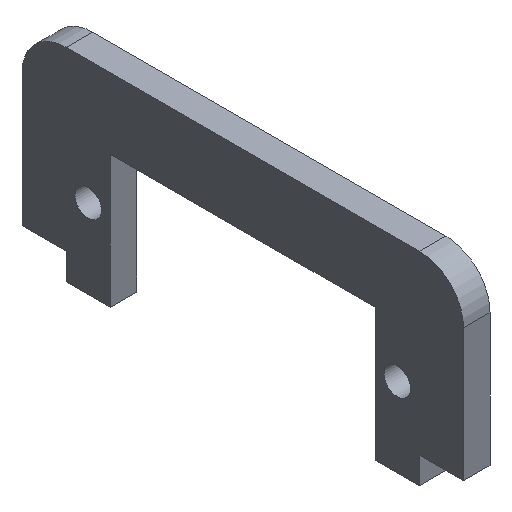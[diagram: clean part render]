
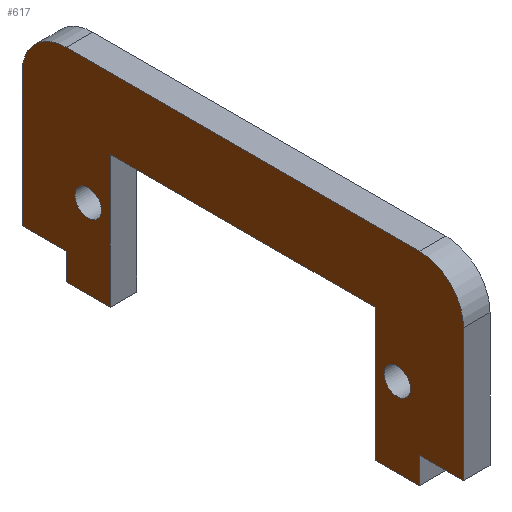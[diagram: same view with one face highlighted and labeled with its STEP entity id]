
A CAD part, isometric view. The second image highlights one B-rep face of the part: STEP entity #617.
In plain terms, the highlighted planar face has unit normal (-1, 0, 0).
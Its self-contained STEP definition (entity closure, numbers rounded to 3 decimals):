
#73=CARTESIAN_POINT('',(0.0,32.5,7.5));
#74=VERTEX_POINT('',#73);
#75=CARTESIAN_POINT('',(0.0,32.5,9.));
#76=DIRECTION('',(1.0,0.0,0.0));
#77=DIRECTION('',(0.0,0.0,1.0));
#78=AXIS2_PLACEMENT_3D('',#75,#76,#77);
#79=CIRCLE('',#78,1.5);
#80=EDGE_CURVE('',#74,#74,#79,.T.);
#101=CARTESIAN_POINT('',(0.0,-2.5,7.5));
#102=VERTEX_POINT('',#101);
#103=CARTESIAN_POINT('',(0.0,-2.5,9.));
#104=DIRECTION('',(1.0,0.0,0.0));
#105=DIRECTION('',(0.0,0.0,1.0));
#106=AXIS2_PLACEMENT_3D('',#103,#104,#105);
#107=CIRCLE('',#106,1.5);
#108=EDGE_CURVE('',#102,#102,#107,.T.);
#129=CARTESIAN_POINT('',(0.0,-5.0,0.0));
#130=VERTEX_POINT('',#129);
#131=CARTESIAN_POINT('',(0.0,-5.0,3.0));
#132=VERTEX_POINT('',#131);
#133=CARTESIAN_POINT('',(0.0,-5.0,0.0));
#134=DIRECTION('',(0.0,0.0,1.0));
#135=VECTOR('',#134,3.0);
#136=LINE('',#133,#135);
#137=EDGE_CURVE('',#130,#132,#136,.T.);
#169=CARTESIAN_POINT('',(0.0,-10.0,3.0));
#170=VERTEX_POINT('',#169);
#171=CARTESIAN_POINT('',(0.0,-5.0,3.0));
#172=DIRECTION('',(0.0,-1.0,0.0));
#173=VECTOR('',#172,5.0);
#174=LINE('',#171,#173);
#175=EDGE_CURVE('',#132,#170,#174,.T.);
#200=CARTESIAN_POINT('',(0.0,-10.0,18.0));
#201=VERTEX_POINT('',#200);
#202=CARTESIAN_POINT('',(0.0,-10.0,3.0));
#203=DIRECTION('',(0.0,0.0,1.0));
#204=VECTOR('',#203,15.0);
#205=LINE('',#202,#204);
#206=EDGE_CURVE('',#170,#201,#205,.T.);
#231=CARTESIAN_POINT('',(0.0,-5.,23.0));
#232=VERTEX_POINT('',#231);
#233=CARTESIAN_POINT('',(0.0,-5.,18.0));
#234=DIRECTION('',(-1.0,0.0,0.0));
#235=DIRECTION('',(0.0,0.0,-1.0));
#236=AXIS2_PLACEMENT_3D('',#233,#234,#235);
#237=CIRCLE('',#236,5.);
#238=EDGE_CURVE('',#201,#232,#237,.T.);
#264=CARTESIAN_POINT('',(0.0,35.,23.0));
#265=VERTEX_POINT('',#264);
#266=CARTESIAN_POINT('',(0.0,-5.,23.0));
#267=DIRECTION('',(0.0,1.0,0.0));
#268=VECTOR('',#267,40.0);
#269=LINE('',#266,#268);
#270=EDGE_CURVE('',#232,#265,#269,.T.);
#295=CARTESIAN_POINT('',(0.0,40.,18.0));
#296=VERTEX_POINT('',#295);
#297=CARTESIAN_POINT('',(0.0,35.,18.));
#298=DIRECTION('',(-1.0,0.0,0.0));
#299=DIRECTION('',(0.0,-1.0,0.0));
#300=AXIS2_PLACEMENT_3D('',#297,#298,#299);
#301=CIRCLE('',#300,5.0);
#302=EDGE_CURVE('',#265,#296,#301,.T.);
#328=CARTESIAN_POINT('',(0.0,40.0,3.));
#329=VERTEX_POINT('',#328);
#330=CARTESIAN_POINT('',(0.0,40.,18.0));
#331=DIRECTION('',(0.0,0.0,-1.0));
#332=VECTOR('',#331,15.);
#333=LINE('',#330,#332);
#334=EDGE_CURVE('',#296,#329,#333,.T.);
#359=CARTESIAN_POINT('',(0.0,35.0,3.));
#360=VERTEX_POINT('',#359);
#361=CARTESIAN_POINT('',(0.0,40.0,3.));
#362=DIRECTION('',(0.0,-1.0,0.0));
#363=VECTOR('',#362,5.0);
#364=LINE('',#361,#363);
#365=EDGE_CURVE('',#329,#360,#364,.T.);
#390=CARTESIAN_POINT('',(0.0,35.0,0.));
#391=VERTEX_POINT('',#390);
#392=CARTESIAN_POINT('',(0.0,35.0,3.));
#393=DIRECTION('',(0.0,0.0,-1.0));
#394=VECTOR('',#393,3.0);
#395=LINE('',#392,#394);
#396=EDGE_CURVE('',#360,#391,#395,.T.);
#421=CARTESIAN_POINT('',(0.0,30.0,0.0));
#422=VERTEX_POINT('',#421);
#423=CARTESIAN_POINT('',(0.0,35.0,0.));
#424=DIRECTION('',(0.0,-1.0,0.0));
#425=VECTOR('',#424,5.0);
#426=LINE('',#423,#425);
#427=EDGE_CURVE('',#391,#422,#426,.T.);
#452=CARTESIAN_POINT('',(0.0,30.0,15.));
#453=VERTEX_POINT('',#452);
#454=CARTESIAN_POINT('',(0.0,30.0,0.0));
#455=DIRECTION('',(0.0,0.0,1.0));
#456=VECTOR('',#455,15.);
#457=LINE('',#454,#456);
#458=EDGE_CURVE('',#422,#453,#457,.T.);
#483=CARTESIAN_POINT('',(0.0,0.,15.0));
#484=VERTEX_POINT('',#483);
#485=CARTESIAN_POINT('',(0.0,30.0,15.));
#486=DIRECTION('',(0.0,-1.0,0.0));
#487=VECTOR('',#486,30.0);
#488=LINE('',#485,#487);
#489=EDGE_CURVE('',#453,#484,#488,.T.);
#514=CARTESIAN_POINT('',(0.0,0.0,0.0));
#515=VERTEX_POINT('',#514);
#516=CARTESIAN_POINT('',(0.0,0.,15.0));
#517=DIRECTION('',(0.0,0.0,-1.0));
#518=VECTOR('',#517,15.0);
#519=LINE('',#516,#518);
#520=EDGE_CURVE('',#484,#515,#519,.T.);
#545=CARTESIAN_POINT('',(0.0,0.0,0.0));
#546=DIRECTION('',(0.0,-1.0,0.0));
#547=VECTOR('',#546,5.0);
#548=LINE('',#545,#547);
#549=EDGE_CURVE('',#515,#130,#548,.T.);
#590=CARTESIAN_POINT('',(0.0,15.,13.104));
#591=DIRECTION('',(1.0,0.0,0.0));
#592=DIRECTION('',(0.0,0.0,-1.0));
#593=AXIS2_PLACEMENT_3D('',#590,#591,#592);
#594=PLANE('',#593);
#595=ORIENTED_EDGE('',*,*,#549,.T.);
#596=ORIENTED_EDGE('',*,*,#137,.T.);
#597=ORIENTED_EDGE('',*,*,#175,.T.);
#598=ORIENTED_EDGE('',*,*,#206,.T.);
#599=ORIENTED_EDGE('',*,*,#238,.T.);
#600=ORIENTED_EDGE('',*,*,#270,.T.);
#601=ORIENTED_EDGE('',*,*,#302,.T.);
#602=ORIENTED_EDGE('',*,*,#334,.T.);
#603=ORIENTED_EDGE('',*,*,#365,.T.);
#604=ORIENTED_EDGE('',*,*,#396,.T.);
#605=ORIENTED_EDGE('',*,*,#427,.T.);
#606=ORIENTED_EDGE('',*,*,#458,.T.);
#607=ORIENTED_EDGE('',*,*,#489,.T.);
#608=ORIENTED_EDGE('',*,*,#520,.T.);
#609=EDGE_LOOP('',(#595,#596,#597,#598,#599,#600,#601,#602,#603,#604,#605,#606,#607,#608));
#610=FACE_OUTER_BOUND('',#609,.T.);
#611=ORIENTED_EDGE('',*,*,#80,.T.);
#612=EDGE_LOOP('',(#611));
#613=FACE_BOUND('',#612,.T.);
#614=ORIENTED_EDGE('',*,*,#108,.T.);
#615=EDGE_LOOP('',(#614));
#616=FACE_BOUND('',#615,.T.);
#617=ADVANCED_FACE('',(#610,#613,#616),#594,.F.);
